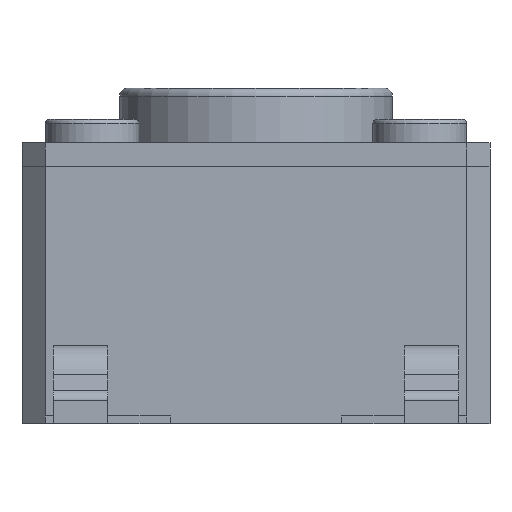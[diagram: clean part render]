
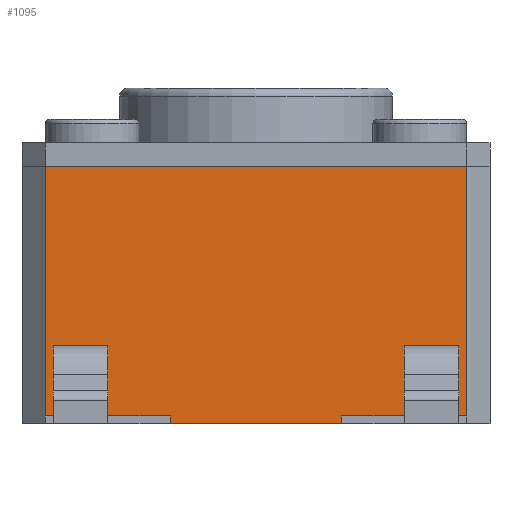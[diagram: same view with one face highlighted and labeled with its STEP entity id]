
A CAD part, left-side view. The second image highlights one B-rep face of the part: STEP entity #1095.
In plain terms, the highlighted planar face has unit normal (-1, 0, 0).
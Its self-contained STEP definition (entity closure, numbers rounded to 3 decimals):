
#259 = VERTEX_POINT('',#260);
#260 = CARTESIAN_POINT('',(-3.,1.1,0.));
#266 = EDGE_CURVE('',#259,#267,#269,.T.);
#267 = VERTEX_POINT('',#268);
#268 = CARTESIAN_POINT('',(-3.,-1.1,0.));
#269 = LINE('',#270,#271);
#270 = CARTESIAN_POINT('',(-3.,3.,0.));
#271 = VECTOR('',#272,1.);
#272 = DIRECTION('',(0.,-1.,0.));
#998 = VERTEX_POINT('',#999);
#999 = CARTESIAN_POINT('',(-3.,-2.7,3.3));
#1005 = EDGE_CURVE('',#1006,#998,#1008,.T.);
#1006 = VERTEX_POINT('',#1007);
#1007 = CARTESIAN_POINT('',(-3.,-2.7,0.1));
#1008 = LINE('',#1009,#1010);
#1009 = CARTESIAN_POINT('',(-3.,-2.7,0.));
#1010 = VECTOR('',#1011,1.);
#1011 = DIRECTION('',(0.,0.,1.));
#1077 = VERTEX_POINT('',#1078);
#1078 = CARTESIAN_POINT('',(-3.,-1.1,0.1));
#1084 = EDGE_CURVE('',#267,#1077,#1085,.T.);
#1085 = LINE('',#1086,#1087);
#1086 = CARTESIAN_POINT('',(-3.,-1.1,0.));
#1087 = VECTOR('',#1088,1.);
#1088 = DIRECTION('',(0.,0.,1.));
#1095 = ADVANCED_FACE('',(#1096,#1137,#1171),#1205,.F.);
#1096 = FACE_BOUND('',#1097,.F.);
#1097 = EDGE_LOOP('',(#1098,#1099,#1107,#1115,#1123,#1129,#1130,#1136));
#1098 = ORIENTED_EDGE('',*,*,#266,.F.);
#1099 = ORIENTED_EDGE('',*,*,#1100,.T.);
#1100 = EDGE_CURVE('',#259,#1101,#1103,.T.);
#1101 = VERTEX_POINT('',#1102);
#1102 = CARTESIAN_POINT('',(-3.,1.1,0.1));
#1103 = LINE('',#1104,#1105);
#1104 = CARTESIAN_POINT('',(-3.,1.1,0.));
#1105 = VECTOR('',#1106,1.);
#1106 = DIRECTION('',(0.,0.,1.));
#1107 = ORIENTED_EDGE('',*,*,#1108,.F.);
#1108 = EDGE_CURVE('',#1109,#1101,#1111,.T.);
#1109 = VERTEX_POINT('',#1110);
#1110 = CARTESIAN_POINT('',(-3.,2.7,0.1));
#1111 = LINE('',#1112,#1113);
#1112 = CARTESIAN_POINT('',(-3.,2.7,0.1));
#1113 = VECTOR('',#1114,1.);
#1114 = DIRECTION('',(0.,-1.,0.));
#1115 = ORIENTED_EDGE('',*,*,#1116,.T.);
#1116 = EDGE_CURVE('',#1109,#1117,#1119,.T.);
#1117 = VERTEX_POINT('',#1118);
#1118 = CARTESIAN_POINT('',(-3.,2.7,3.3));
#1119 = LINE('',#1120,#1121);
#1120 = CARTESIAN_POINT('',(-3.,2.7,0.));
#1121 = VECTOR('',#1122,1.);
#1122 = DIRECTION('',(0.,0.,1.));
#1123 = ORIENTED_EDGE('',*,*,#1124,.T.);
#1124 = EDGE_CURVE('',#1117,#998,#1125,.T.);
#1125 = LINE('',#1126,#1127);
#1126 = CARTESIAN_POINT('',(-3.,3.,3.3));
#1127 = VECTOR('',#1128,1.);
#1128 = DIRECTION('',(0.,-1.,0.));
#1129 = ORIENTED_EDGE('',*,*,#1005,.F.);
#1130 = ORIENTED_EDGE('',*,*,#1131,.F.);
#1131 = EDGE_CURVE('',#1077,#1006,#1132,.T.);
#1132 = LINE('',#1133,#1134);
#1133 = CARTESIAN_POINT('',(-3.,-1.1,0.1));
#1134 = VECTOR('',#1135,1.);
#1135 = DIRECTION('',(0.,-1.,0.));
#1136 = ORIENTED_EDGE('',*,*,#1084,.F.);
#1137 = FACE_BOUND('',#1138,.F.);
#1138 = EDGE_LOOP('',(#1139,#1149,#1157,#1165));
#1139 = ORIENTED_EDGE('',*,*,#1140,.F.);
#1140 = EDGE_CURVE('',#1141,#1143,#1145,.T.);
#1141 = VERTEX_POINT('',#1142);
#1142 = CARTESIAN_POINT('',(-3.,1.9,0.7));
#1143 = VERTEX_POINT('',#1144);
#1144 = CARTESIAN_POINT('',(-3.,2.6,0.7));
#1145 = LINE('',#1146,#1147);
#1146 = CARTESIAN_POINT('',(-3.,2.625,0.7));
#1147 = VECTOR('',#1148,1.);
#1148 = DIRECTION('',(0.,1.,0.));
#1149 = ORIENTED_EDGE('',*,*,#1150,.F.);
#1150 = EDGE_CURVE('',#1151,#1141,#1153,.T.);
#1151 = VERTEX_POINT('',#1152);
#1152 = CARTESIAN_POINT('',(-3.,1.9,1.));
#1153 = LINE('',#1154,#1155);
#1154 = CARTESIAN_POINT('',(-3.,1.9,0.319));
#1155 = VECTOR('',#1156,1.);
#1156 = DIRECTION('',(0.,0.,-1.));
#1157 = ORIENTED_EDGE('',*,*,#1158,.F.);
#1158 = EDGE_CURVE('',#1159,#1151,#1161,.T.);
#1159 = VERTEX_POINT('',#1160);
#1160 = CARTESIAN_POINT('',(-3.,2.6,1.));
#1161 = LINE('',#1162,#1163);
#1162 = CARTESIAN_POINT('',(-3.,2.625,1.));
#1163 = VECTOR('',#1164,1.);
#1164 = DIRECTION('',(0.,-1.,0.));
#1165 = ORIENTED_EDGE('',*,*,#1166,.F.);
#1166 = EDGE_CURVE('',#1143,#1159,#1167,.T.);
#1167 = LINE('',#1168,#1169);
#1168 = CARTESIAN_POINT('',(-3.,2.6,0.319));
#1169 = VECTOR('',#1170,1.);
#1170 = DIRECTION('',(0.,0.,1.));
#1171 = FACE_BOUND('',#1172,.F.);
#1172 = EDGE_LOOP('',(#1173,#1183,#1191,#1199));
#1173 = ORIENTED_EDGE('',*,*,#1174,.F.);
#1174 = EDGE_CURVE('',#1175,#1177,#1179,.T.);
#1175 = VERTEX_POINT('',#1176);
#1176 = CARTESIAN_POINT('',(-3.,-2.6,0.7));
#1177 = VERTEX_POINT('',#1178);
#1178 = CARTESIAN_POINT('',(-3.,-1.9,0.7));
#1179 = LINE('',#1180,#1181);
#1180 = CARTESIAN_POINT('',(-3.,0.375,0.7));
#1181 = VECTOR('',#1182,1.);
#1182 = DIRECTION('',(0.,1.,0.));
#1183 = ORIENTED_EDGE('',*,*,#1184,.F.);
#1184 = EDGE_CURVE('',#1185,#1175,#1187,.T.);
#1185 = VERTEX_POINT('',#1186);
#1186 = CARTESIAN_POINT('',(-3.,-2.6,1.));
#1187 = LINE('',#1188,#1189);
#1188 = CARTESIAN_POINT('',(-3.,-2.6,0.319));
#1189 = VECTOR('',#1190,1.);
#1190 = DIRECTION('',(0.,0.,-1.));
#1191 = ORIENTED_EDGE('',*,*,#1192,.F.);
#1192 = EDGE_CURVE('',#1193,#1185,#1195,.T.);
#1193 = VERTEX_POINT('',#1194);
#1194 = CARTESIAN_POINT('',(-3.,-1.9,1.));
#1195 = LINE('',#1196,#1197);
#1196 = CARTESIAN_POINT('',(-3.,0.375,1.));
#1197 = VECTOR('',#1198,1.);
#1198 = DIRECTION('',(0.,-1.,0.));
#1199 = ORIENTED_EDGE('',*,*,#1200,.F.);
#1200 = EDGE_CURVE('',#1177,#1193,#1201,.T.);
#1201 = LINE('',#1202,#1203);
#1202 = CARTESIAN_POINT('',(-3.,-1.9,0.319));
#1203 = VECTOR('',#1204,1.);
#1204 = DIRECTION('',(0.,0.,1.));
#1205 = PLANE('',#1206);
#1206 = AXIS2_PLACEMENT_3D('',#1207,#1208,#1209);
#1207 = CARTESIAN_POINT('',(-3.,3.,0.));
#1208 = DIRECTION('',(1.,0.,0.));
#1209 = DIRECTION('',(0.,-1.,0.));
